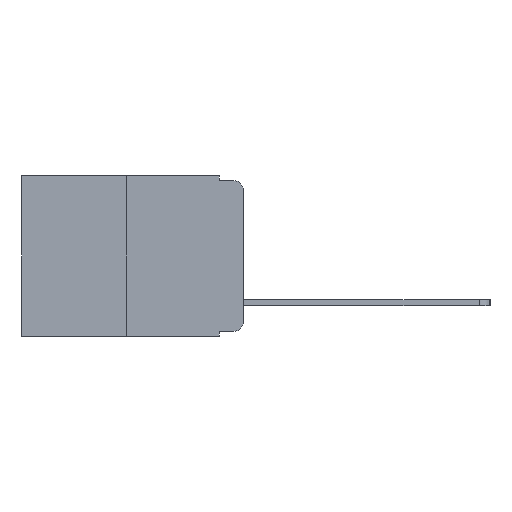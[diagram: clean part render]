
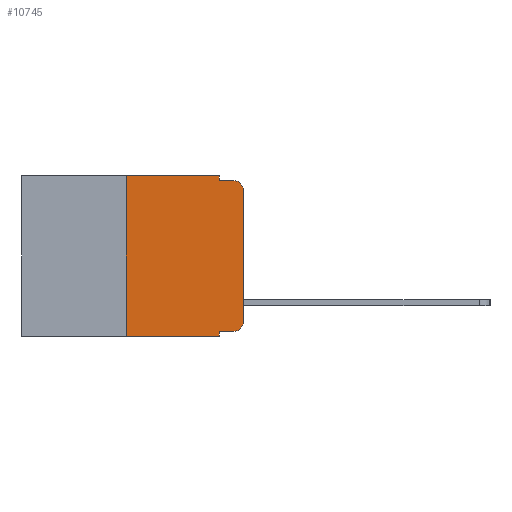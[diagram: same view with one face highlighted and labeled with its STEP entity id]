
A CAD part, left-side view. The second image highlights one B-rep face of the part: STEP entity #10745.
In plain terms, the highlighted planar face has unit normal (-1, 0, 0).
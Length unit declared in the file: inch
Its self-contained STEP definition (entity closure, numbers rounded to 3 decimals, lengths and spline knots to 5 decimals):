
#439 = DIRECTION ( 'NONE',  ( 0., 0., -1. ) ) ;
#474 = AXIS2_PLACEMENT_3D ( 'NONE', #11484, #3321, #9723 ) ;
#507 = VECTOR ( 'NONE', #5570, 39.37008 ) ;
#630 = CARTESIAN_POINT ( 'NONE',  ( 0., 0., -0.03 ) ) ;
#700 = DIRECTION ( 'NONE',  ( 0., 0., -1. ) ) ;
#820 = VECTOR ( 'NONE', #439, 39.37008 ) ;
#842 = EDGE_CURVE ( 'NONE', #6143, #9026, #6542, .T. ) ;
#876 = LINE ( 'NONE', #4603, #10487 ) ;
#991 = CARTESIAN_POINT ( 'NONE',  ( 0., 0.02, -0.333 ) ) ;
#1054 = CIRCLE ( 'NONE', #10643, 0.02 ) ;
#1465 = DIRECTION ( 'NONE',  ( -1., 0., 0. ) ) ;
#1476 = CARTESIAN_POINT ( 'NONE',  ( 0., 0.02, -0.313 ) ) ;
#1692 = LINE ( 'NONE', #1713, #9153 ) ;
#1713 = CARTESIAN_POINT ( 'NONE',  ( 0., 0.051, -0.01 ) ) ;
#1734 = DIRECTION ( 'NONE',  ( 0., 0., -1. ) ) ;
#1784 = CARTESIAN_POINT ( 'NONE',  ( 0., 0.051, 0. ) ) ;
#2151 = EDGE_CURVE ( 'NONE', #6412, #6143, #2681, .T. ) ;
#2350 = LINE ( 'NONE', #10855, #7060 ) ;
#2669 = EDGE_CURVE ( 'NONE', #3098, #7467, #2350, .T. ) ;
#2681 = LINE ( 'NONE', #6630, #7368 ) ;
#2713 = CARTESIAN_POINT ( 'NONE',  ( 0., 0.25, -0.343 ) ) ;
#2770 = LINE ( 'NONE', #10010, #5025 ) ;
#2820 = EDGE_CURVE ( 'NONE', #6412, #7467, #5646, .T. ) ;
#3098 = VERTEX_POINT ( 'NONE', #2713 ) ;
#3321 = DIRECTION ( 'NONE',  ( 1., 0., 0. ) ) ;
#3519 = EDGE_LOOP ( 'NONE', ( #5500, #5421, #5336, #5207, #5126, #5046, #5036, #4906, #4785, #4723 ) ) ;
#4121 = EDGE_CURVE ( 'NONE', #3098, #4307, #5645, .T. ) ;
#4307 = VERTEX_POINT ( 'NONE', #6224 ) ;
#4527 = CARTESIAN_POINT ( 'NONE',  ( 0., 0.25, 0. ) ) ;
#4603 = CARTESIAN_POINT ( 'NONE',  ( 0., 0., 0. ) ) ;
#4645 = DIRECTION ( 'NONE',  ( 0., 0., 1. ) ) ;
#4721 = DIRECTION ( 'NONE',  ( 0., 0., -1. ) ) ;
#4723 = ORIENTED_EDGE ( 'NONE', *, *, #842, .T. ) ;
#4755 = EDGE_CURVE ( 'NONE', #7185, #9555, #10819, .T. ) ;
#4785 = ORIENTED_EDGE ( 'NONE', *, *, #2151, .T. ) ;
#4906 = ORIENTED_EDGE ( 'NONE', *, *, #2820, .F. ) ;
#5025 = VECTOR ( 'NONE', #8233, 39.37008 ) ;
#5036 = ORIENTED_EDGE ( 'NONE', *, *, #2669, .T. ) ;
#5046 = ORIENTED_EDGE ( 'NONE', *, *, #4121, .F. ) ;
#5126 = ORIENTED_EDGE ( 'NONE', *, *, #6572, .F. ) ;
#5207 = ORIENTED_EDGE ( 'NONE', *, *, #4755, .F. ) ;
#5288 = VERTEX_POINT ( 'NONE', #630 ) ;
#5336 = ORIENTED_EDGE ( 'NONE', *, *, #5985, .F. ) ;
#5421 = ORIENTED_EDGE ( 'NONE', *, *, #7205, .T. ) ;
#5500 = ORIENTED_EDGE ( 'NONE', *, *, #7811, .T. ) ;
#5570 = DIRECTION ( 'NONE',  ( 0., 0., 1. ) ) ;
#5645 = LINE ( 'NONE', #4527, #507 ) ;
#5646 = LINE ( 'NONE', #10069, #820 ) ;
#5985 = EDGE_CURVE ( 'NONE', #9555, #9557, #1692, .T. ) ;
#6143 = VERTEX_POINT ( 'NONE', #991 ) ;
#6224 = CARTESIAN_POINT ( 'NONE',  ( 0., 0.25, 0. ) ) ;
#6381 = CARTESIAN_POINT ( 'NONE',  ( 0., 0.051, 0. ) ) ;
#6412 = VERTEX_POINT ( 'NONE', #11549 ) ;
#6424 = DIRECTION ( 'NONE',  ( -1., 0., 0. ) ) ;
#6542 = CIRCLE ( 'NONE', #8211, 0.02 ) ;
#6572 = EDGE_CURVE ( 'NONE', #4307, #7185, #2770, .T. ) ;
#6630 = CARTESIAN_POINT ( 'NONE',  ( 0., 0.051, -0.333 ) ) ;
#7060 = VECTOR ( 'NONE', #10268, 39.37008 ) ;
#7185 = VERTEX_POINT ( 'NONE', #6381 ) ;
#7205 = EDGE_CURVE ( 'NONE', #5288, #9557, #1054, .T. ) ;
#7368 = VECTOR ( 'NONE', #9394, 39.37008 ) ;
#7467 = VERTEX_POINT ( 'NONE', #8729 ) ;
#7811 = EDGE_CURVE ( 'NONE', #9026, #5288, #876, .T. ) ;
#8211 = AXIS2_PLACEMENT_3D ( 'NONE', #1476, #1465, #1734 ) ;
#8233 = DIRECTION ( 'NONE',  ( 0., -1., 0. ) ) ;
#8247 = DIRECTION ( 'NONE',  ( 0., -1., 0. ) ) ;
#8729 = CARTESIAN_POINT ( 'NONE',  ( 0., 0.051, -0.343 ) ) ;
#8845 = PLANE ( 'NONE',  #474 ) ;
#9026 = VERTEX_POINT ( 'NONE', #10077 ) ;
#9098 = CARTESIAN_POINT ( 'NONE',  ( 0., 0.051, -0.01 ) ) ;
#9153 = VECTOR ( 'NONE', #8247, 39.37008 ) ;
#9394 = DIRECTION ( 'NONE',  ( 0., -1., 0. ) ) ;
#9555 = VERTEX_POINT ( 'NONE', #9098 ) ;
#9557 = VERTEX_POINT ( 'NONE', #10871 ) ;
#9723 = DIRECTION ( 'NONE',  ( 0., 0., -1. ) ) ;
#10010 = CARTESIAN_POINT ( 'NONE',  ( 0., 0.473, 0. ) ) ;
#10069 = CARTESIAN_POINT ( 'NONE',  ( 0., 0.051, 0. ) ) ;
#10077 = CARTESIAN_POINT ( 'NONE',  ( 0., 0., -0.313 ) ) ;
#10268 = DIRECTION ( 'NONE',  ( 0., -1., 0. ) ) ;
#10487 = VECTOR ( 'NONE', #4645, 39.37008 ) ;
#10550 = VECTOR ( 'NONE', #4721, 39.37008 ) ;
#10643 = AXIS2_PLACEMENT_3D ( 'NONE', #11793, #6424, #700 ) ;
#10745 = ADVANCED_FACE ( 'NONE', ( #10893 ), #8845, .F. ) ;
#10819 = LINE ( 'NONE', #1784, #10550 ) ;
#10855 = CARTESIAN_POINT ( 'NONE',  ( 0., 0.473, -0.343 ) ) ;
#10871 = CARTESIAN_POINT ( 'NONE',  ( 0., 0.02, -0.01 ) ) ;
#10893 = FACE_OUTER_BOUND ( 'NONE', #3519, .T. ) ;
#11484 = CARTESIAN_POINT ( 'NONE',  ( 0., 0.473, 0. ) ) ;
#11549 = CARTESIAN_POINT ( 'NONE',  ( 0., 0.051, -0.333 ) ) ;
#11793 = CARTESIAN_POINT ( 'NONE',  ( 0., 0.02, -0.03 ) ) ;
